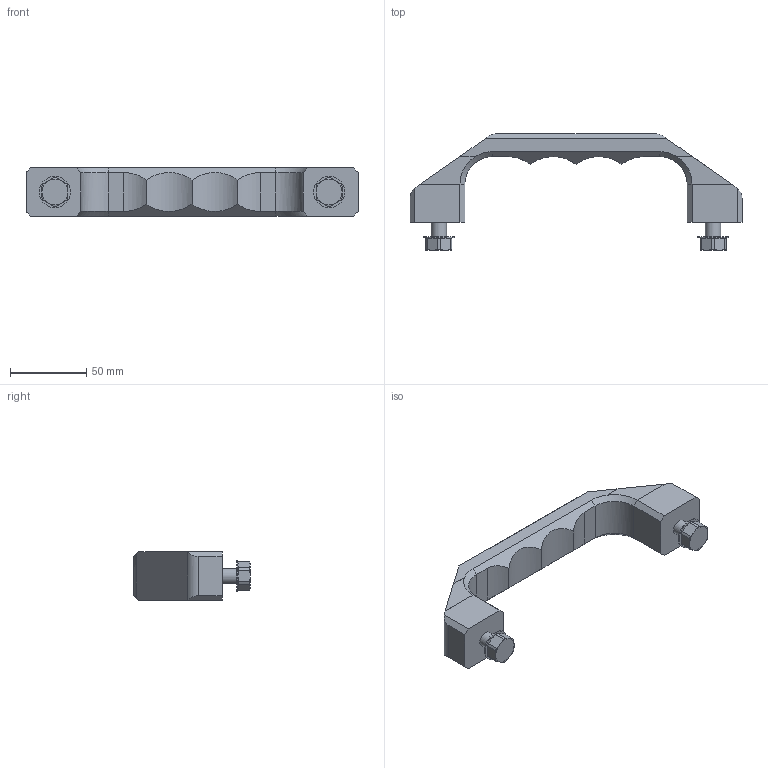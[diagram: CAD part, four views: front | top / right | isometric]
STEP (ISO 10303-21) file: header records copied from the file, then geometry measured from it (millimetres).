
FILE_DESCRIPTION( ( 'STEP AP214' ), '1' );
FILE_NAME( 'K0198.180102.stp', '2020-11-26T11:49:04', ( '' ), ( '' ), ' ', 'PARTsolutions', ' ' );
FILE_SCHEMA( ( 'AUTOMOTIVE_DESIGN { 1 0 10303 214 1 1 1 1 }' ) );
Length unit declared in the file: millimetre
Products named in the file (1): _K0198.180102
Bounding box: 217.99 x 76.38 x 32.02 mm (x, y, z)
Volume: 147912.8 mm3; surface area: 28625.9 mm2
Topology: 1 solids, 1 shells, 115 faces, 291 edges, 184 vertices
Faces by surface type: plane 61, cone 28, cylinder 26
Full cylindrical faces by diameter (mm): 10 x2, 20.52 x2
Entity records: 4478 total; most frequent: CARTESIAN_POINT 842, ORIENTED_EDGE 572, DIRECTION 546, EDGE_CURVE 286, AXIS2_PLACEMENT_3D 203, VERTEX_POINT 183, LINE 140, VECTOR 140
